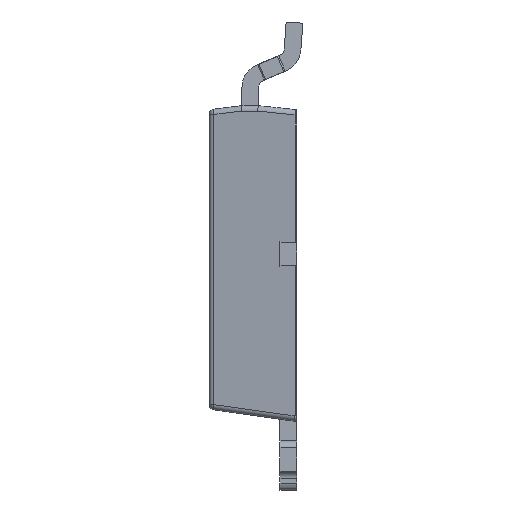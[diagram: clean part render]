
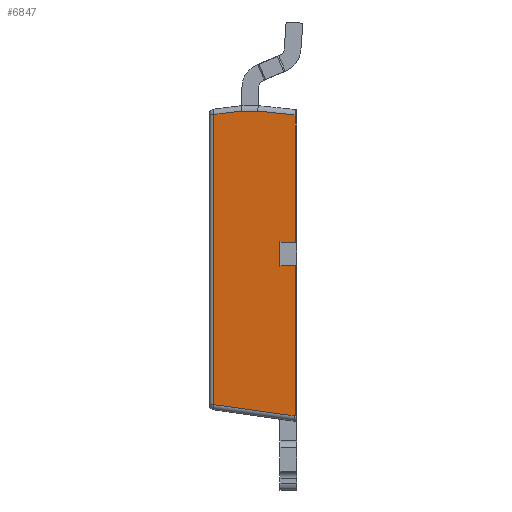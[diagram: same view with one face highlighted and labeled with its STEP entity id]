
A CAD part, left-side view. The second image highlights one B-rep face of the part: STEP entity #6847.
In plain terms, the highlighted planar face has unit normal (-0.993, 0.122, 0).
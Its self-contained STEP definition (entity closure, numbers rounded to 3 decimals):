
#38 = DIRECTION ( 'NONE',  ( 0.121, 0.987, 0.104 ) ) ;
#46 = ORIENTED_EDGE ( 'NONE', *, *, #10831, .T. ) ;
#584 = EDGE_CURVE ( 'NONE', #10920, #4281, #8316, .T. ) ;
#595 = CARTESIAN_POINT ( 'NONE',  ( -2.423, 0.301, -0.029 ) ) ;
#645 = VECTOR ( 'NONE', #7821, 1000. ) ;
#786 = CARTESIAN_POINT ( 'NONE',  ( -2.425, 0.28, -0.026 ) ) ;
#839 = DIRECTION ( 'NONE',  ( -0.122, -0.993, 0. ) ) ;
#1156 = CARTESIAN_POINT ( 'NONE',  ( -2.316, 1.169, -1.853 ) ) ;
#1199 = EDGE_CURVE ( 'NONE', #4281, #3903, #7981, .T. ) ;
#1272 = VECTOR ( 'NONE', #11316, 1000. ) ;
#1459 = CARTESIAN_POINT ( 'NONE',  ( -2.447, 0.102, -2.002 ) ) ;
#1526 = CARTESIAN_POINT ( 'NONE',  ( -2.423, 0.301, 0. ) ) ;
#1737 = ORIENTED_EDGE ( 'NONE', *, *, #7883, .T. ) ;
#1908 = EDGE_CURVE ( 'NONE', #5219, #8474, #7296, .T. ) ;
#1951 = LINE ( 'NONE', #5474, #10984 ) ;
#2051 = VERTEX_POINT ( 'NONE', #4508 ) ;
#2066 = EDGE_CURVE ( 'NONE', #3207, #5219, #7002, .T. ) ;
#2144 = ORIENTED_EDGE ( 'NONE', *, *, #1908, .T. ) ;
#2268 = DIRECTION ( 'NONE',  ( -0.121, -0.985, -0.121 ) ) ;
#2366 = ORIENTED_EDGE ( 'NONE', *, *, #584, .T. ) ;
#2412 = EDGE_CURVE ( 'NONE', #7634, #2667, #6965, .T. ) ;
#2618 = VECTOR ( 'NONE', #4146, 1000. ) ;
#2667 = VERTEX_POINT ( 'NONE', #786 ) ;
#2812 = DIRECTION ( 'NONE',  ( 0., 0., -1. ) ) ;
#2927 = CARTESIAN_POINT ( 'NONE',  ( -2.447, 0.102, 1.951 ) ) ;
#3046 = VECTOR ( 'NONE', #839, 1000. ) ;
#3207 = VERTEX_POINT ( 'NONE', #6644 ) ;
#3278 = LINE ( 'NONE', #1526, #645 ) ;
#3288 = FACE_OUTER_BOUND ( 'NONE', #10342, .T. ) ;
#3291 = VERTEX_POINT ( 'NONE', #5656 ) ;
#3662 = CARTESIAN_POINT ( 'NONE',  ( -2.309, 1.23, 0.276 ) ) ;
#3795 = LINE ( 'NONE', #5478, #9880 ) ;
#3874 = CARTESIAN_POINT ( 'NONE',  ( -2.28, 1.463, 1.924 ) ) ;
#3903 = VERTEX_POINT ( 'NONE', #1156 ) ;
#3937 = DIRECTION ( 'NONE',  ( 0.121, 0.985, -0.121 ) ) ;
#4146 = DIRECTION ( 'NONE',  ( -0.121, -0.985, 0.121 ) ) ;
#4252 = LINE ( 'NONE', #6043, #1272 ) ;
#4281 = VERTEX_POINT ( 'NONE', #9439 ) ;
#4445 = VECTOR ( 'NONE', #2268, 1000. ) ;
#4479 = CARTESIAN_POINT ( 'NONE',  ( -2.361, 0.804, 2.005 ) ) ;
#4508 = CARTESIAN_POINT ( 'NONE',  ( -2.447, 0.102, -0.026 ) ) ;
#4634 = ORIENTED_EDGE ( 'NONE', *, *, #5369, .T. ) ;
#5187 = DIRECTION ( 'NONE',  ( -0.993, 0.122, 0. ) ) ;
#5219 = VERTEX_POINT ( 'NONE', #7667 ) ;
#5369 = EDGE_CURVE ( 'NONE', #6513, #2051, #10739, .T. ) ;
#5474 = CARTESIAN_POINT ( 'NONE',  ( -2.278, 1.48, -1.809 ) ) ;
#5478 = CARTESIAN_POINT ( 'NONE',  ( -2.309, 1.23, -0.026 ) ) ;
#5656 = CARTESIAN_POINT ( 'NONE',  ( -2.423, 0.301, 0.279 ) ) ;
#5715 = ORIENTED_EDGE ( 'NONE', *, *, #9422, .T. ) ;
#5840 = VECTOR ( 'NONE', #3937, 1000. ) ;
#5855 = VECTOR ( 'NONE', #38, 1000. ) ;
#5929 = ORIENTED_EDGE ( 'NONE', *, *, #2412, .F. ) ;
#5947 = CARTESIAN_POINT ( 'NONE',  ( -2.447, 0.102, 1.954 ) ) ;
#6043 = CARTESIAN_POINT ( 'NONE',  ( -2.362, 0.8, 2.005 ) ) ;
#6053 = CARTESIAN_POINT ( 'NONE',  ( -2.309, 1.23, 0. ) ) ;
#6185 = EDGE_CURVE ( 'NONE', #3291, #7634, #3278, .T. ) ;
#6446 = DIRECTION ( 'NONE',  ( 0., 0., 1. ) ) ;
#6456 = DIRECTION ( 'NONE',  ( -0.122, -0.993, 0. ) ) ;
#6513 = VERTEX_POINT ( 'NONE', #1459 ) ;
#6529 = LINE ( 'NONE', #8308, #4445 ) ;
#6644 = CARTESIAN_POINT ( 'NONE',  ( -2.425, 0.28, 0.276 ) ) ;
#6847 = ADVANCED_FACE ( 'NONE', ( #3288 ), #11270, .T. ) ;
#6861 = CARTESIAN_POINT ( 'NONE',  ( -2.311, 1.213, -0.141 ) ) ;
#6909 = ORIENTED_EDGE ( 'NONE', *, *, #2066, .T. ) ;
#6921 = AXIS2_PLACEMENT_3D ( 'NONE', #6053, #5187, #6969 ) ;
#6965 = LINE ( 'NONE', #6861, #2618 ) ;
#6969 = DIRECTION ( 'NONE',  ( 0., 0., 1. ) ) ;
#7002 = LINE ( 'NONE', #3662, #3046 ) ;
#7080 = DIRECTION ( 'NONE',  ( -0.121, -0.983, -0.138 ) ) ;
#7197 = CARTESIAN_POINT ( 'NONE',  ( -2.447, 0.102, 1.951 ) ) ;
#7296 = LINE ( 'NONE', #2927, #7477 ) ;
#7445 = VECTOR ( 'NONE', #2812, 1000. ) ;
#7477 = VECTOR ( 'NONE', #6446, 1000. ) ;
#7634 = VERTEX_POINT ( 'NONE', #595 ) ;
#7667 = CARTESIAN_POINT ( 'NONE',  ( -2.447, 0.102, 0.276 ) ) ;
#7821 = DIRECTION ( 'NONE',  ( 0., 0., -1. ) ) ;
#7860 = EDGE_CURVE ( 'NONE', #3903, #6513, #1951, .T. ) ;
#7883 = EDGE_CURVE ( 'NONE', #8474, #8407, #8991, .T. ) ;
#7936 = CARTESIAN_POINT ( 'NONE',  ( -2.316, 1.169, 0. ) ) ;
#7981 = LINE ( 'NONE', #7936, #7445 ) ;
#8308 = CARTESIAN_POINT ( 'NONE',  ( -2.315, 1.183, 0.387 ) ) ;
#8316 = LINE ( 'NONE', #3874, #5840 ) ;
#8407 = VERTEX_POINT ( 'NONE', #10875 ) ;
#8474 = VERTEX_POINT ( 'NONE', #5947 ) ;
#8548 = ORIENTED_EDGE ( 'NONE', *, *, #6185, .F. ) ;
#8701 = EDGE_CURVE ( 'NONE', #2667, #2051, #3795, .T. ) ;
#8991 = LINE ( 'NONE', #10807, #5855 ) ;
#9140 = VECTOR ( 'NONE', #9893, 1000. ) ;
#9422 = EDGE_CURVE ( 'NONE', #8407, #10920, #4252, .T. ) ;
#9430 = ORIENTED_EDGE ( 'NONE', *, *, #7860, .T. ) ;
#9439 = CARTESIAN_POINT ( 'NONE',  ( -2.316, 1.169, 1.96 ) ) ;
#9880 = VECTOR ( 'NONE', #6456, 1000. ) ;
#9893 = DIRECTION ( 'NONE',  ( 0., 0., 1. ) ) ;
#10342 = EDGE_LOOP ( 'NONE', ( #10914, #5929, #8548, #46, #6909, #2144, #1737, #5715, #2366, #10500, #9430, #4634 ) ) ;
#10500 = ORIENTED_EDGE ( 'NONE', *, *, #1199, .T. ) ;
#10739 = LINE ( 'NONE', #7197, #9140 ) ;
#10807 = CARTESIAN_POINT ( 'NONE',  ( -2.335, 1.018, 2.05 ) ) ;
#10831 = EDGE_CURVE ( 'NONE', #3291, #3207, #6529, .T. ) ;
#10875 = CARTESIAN_POINT ( 'NONE',  ( -2.387, 0.592, 2.005 ) ) ;
#10914 = ORIENTED_EDGE ( 'NONE', *, *, #8701, .F. ) ;
#10920 = VERTEX_POINT ( 'NONE', #4479 ) ;
#10984 = VECTOR ( 'NONE', #7080, 1000. ) ;
#11270 = PLANE ( 'NONE',  #6921 ) ;
#11316 = DIRECTION ( 'NONE',  ( 0.122, 0.993, 0. ) ) ;
